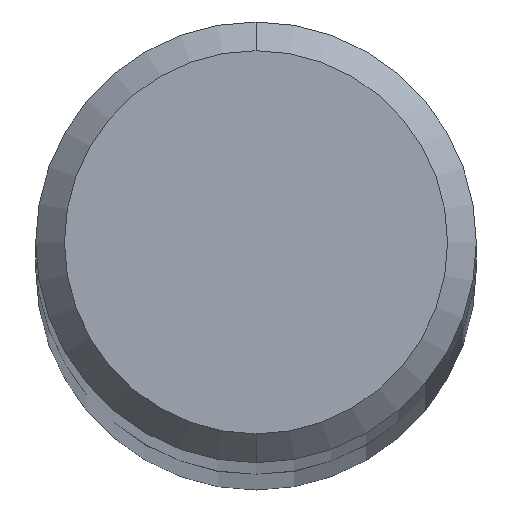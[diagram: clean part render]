
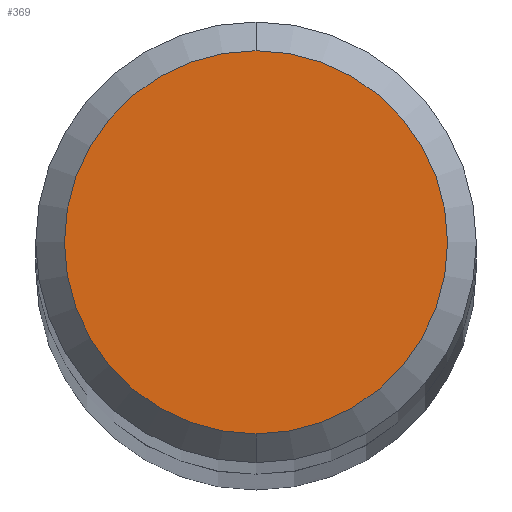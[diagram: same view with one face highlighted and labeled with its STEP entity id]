
A CAD part, top view. The second image highlights one B-rep face of the part: STEP entity #369.
In plain terms, the highlighted planar face has unit normal (0, 0, 1).
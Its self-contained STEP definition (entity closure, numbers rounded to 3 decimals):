
#235=EDGE_CURVE('',#281,#303,#518,.T.);
#239=EDGE_CURVE('',#303,#281,#522,.T.);
#281=VERTEX_POINT('',#570);
#303=VERTEX_POINT('',#592);
#369=ADVANCED_FACE('',(#663),#664,.T.);
#518=CIRCLE('',#878,2.0);
#522=CIRCLE('',#885,2.0);
#570=CARTESIAN_POINT('',(0.,-2.0,0.0));
#592=CARTESIAN_POINT('',(0.0,2.0,0.0));
#663=FACE_OUTER_BOUND('',#1202,.T.);
#664=PLANE('',#1203);
#878=AXIS2_PLACEMENT_3D('',#1414,#1415,#1416);
#885=AXIS2_PLACEMENT_3D('',#1418,#1419,#1420);
#1202=EDGE_LOOP('',(#1559,#1560));
#1203=AXIS2_PLACEMENT_3D('',#1561,#1562,#1563);
#1414=CARTESIAN_POINT('',(0.0,0.0,0.0));
#1415=DIRECTION('',(0.0,0.0,-1.0));
#1416=DIRECTION('',(0.0,1.0,0.0));
#1418=CARTESIAN_POINT('',(0.0,0.0,0.0));
#1419=DIRECTION('',(0.0,0.0,-1.0));
#1420=DIRECTION('',(0.0,1.0,0.0));
#1559=ORIENTED_EDGE('',*,*,#239,.F.);
#1560=ORIENTED_EDGE('',*,*,#235,.F.);
#1561=CARTESIAN_POINT('',(0.0,1.0,0.0));
#1562=DIRECTION('',(-0.0,0.0,1.0));
#1563=DIRECTION('',(0.0,-1.0,0.0));
